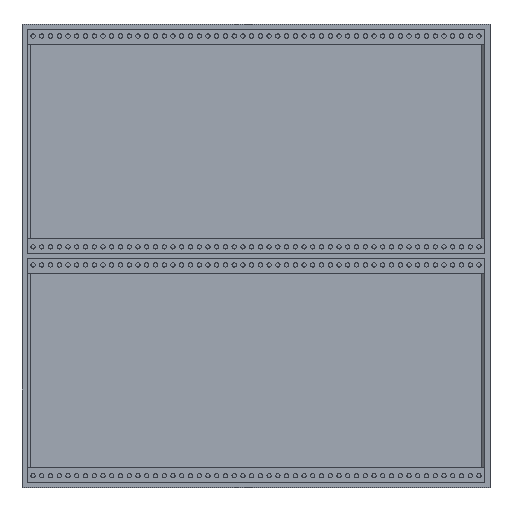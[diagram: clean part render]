
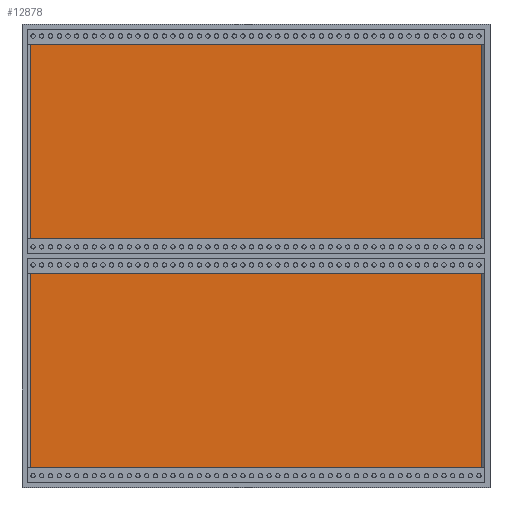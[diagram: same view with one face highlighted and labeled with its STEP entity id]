
A CAD part, top view. The second image highlights one B-rep face of the part: STEP entity #12878.
In plain terms, the highlighted planar face has unit normal (0, 0, 1).
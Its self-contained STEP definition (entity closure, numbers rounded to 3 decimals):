
#212=CARTESIAN_POINT('',(262.898,267.228,25.225));
#213=VERTEX_POINT('',#212);
#244=CARTESIAN_POINT('',(1.014,267.228,25.225));
#245=VERTEX_POINT('',#244);
#252=CARTESIAN_POINT('',(262.898,267.228,25.225));
#253=DIRECTION('',(-1.,0.,0.));
#254=VECTOR('',#253,261.884);
#255=LINE('',#252,#254);
#256=EDGE_CURVE('',#213,#245,#255,.T.);
#276=CARTESIAN_POINT('',(262.898,1.428,25.225));
#277=VERTEX_POINT('',#276);
#284=CARTESIAN_POINT('',(1.014,1.428,25.225));
#285=VERTEX_POINT('',#284);
#286=CARTESIAN_POINT('',(1.014,1.428,25.225));
#287=DIRECTION('',(1.,-0.,-0.));
#288=VECTOR('',#287,261.884);
#289=LINE('',#286,#288);
#290=EDGE_CURVE('',#285,#277,#289,.T.);
#12857=CARTESIAN_POINT('',(126.112,200.829,25.225));
#12858=DIRECTION('',(0.,0.,1.));
#12859=DIRECTION('',(-1.,0.,0.));
#12860=AXIS2_PLACEMENT_3D('',#12857,#12858,#12859);
#12861=PLANE('',#12860);
#12862=CARTESIAN_POINT('',(262.898,267.228,25.225));
#12863=DIRECTION('',(0.,-1.,0.));
#12864=VECTOR('',#12863,265.799);
#12865=LINE('',#12862,#12864);
#12866=EDGE_CURVE('',#213,#277,#12865,.T.);
#12867=ORIENTED_EDGE('',*,*,#12866,.F.);
#12868=ORIENTED_EDGE('',*,*,#256,.T.);
#12869=CARTESIAN_POINT('',(1.014,1.428,25.225));
#12870=DIRECTION('',(0.,1.,0.));
#12871=VECTOR('',#12870,265.799);
#12872=LINE('',#12869,#12871);
#12873=EDGE_CURVE('',#285,#245,#12872,.T.);
#12874=ORIENTED_EDGE('',*,*,#12873,.F.);
#12875=ORIENTED_EDGE('',*,*,#290,.T.);
#12876=EDGE_LOOP('',(#12867,#12868,#12874,#12875));
#12877=FACE_BOUND('',#12876,.T.);
#12878=ADVANCED_FACE('',(#12877),#12861,.T.);
